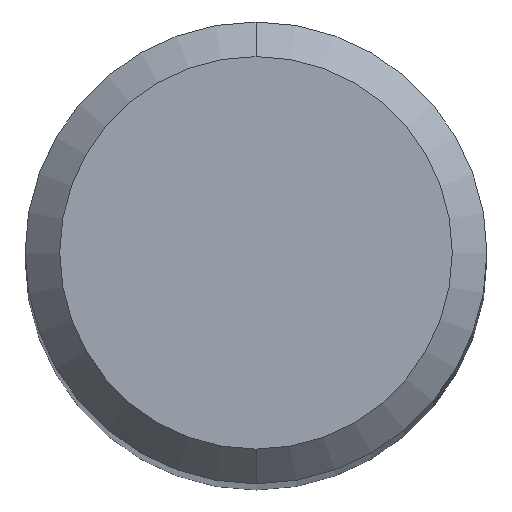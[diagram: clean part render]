
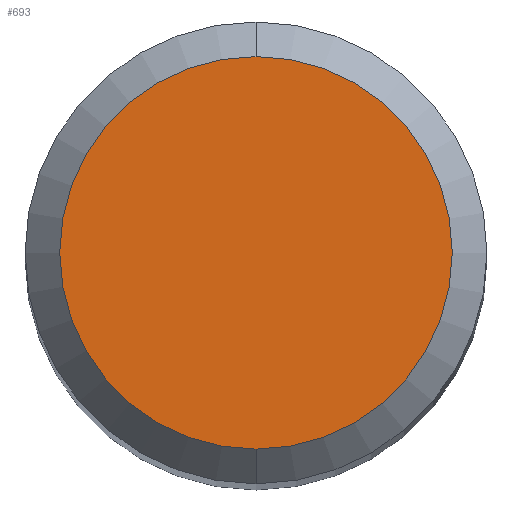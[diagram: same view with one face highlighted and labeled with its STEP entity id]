
A CAD part, top view. The second image highlights one B-rep face of the part: STEP entity #693.
In plain terms, the highlighted planar face has unit normal (0, 0, 1).
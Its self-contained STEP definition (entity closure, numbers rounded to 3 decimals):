
#561=EDGE_CURVE('',#589,#921,#1399,.T.);
#589=VERTEX_POINT('',#1430);
#693=ADVANCED_FACE('',(#1542),#1543,.T.);
#795=EDGE_CURVE('',#921,#589,#1655,.T.);
#921=VERTEX_POINT('',#1797);
#1399=CIRCLE('',#2681,1.7);
#1430=CARTESIAN_POINT('',(0.,-1.7,0.0));
#1542=FACE_OUTER_BOUND('',#3480,.T.);
#1543=PLANE('',#3481);
#1655=CIRCLE('',#3949,1.7);
#1797=CARTESIAN_POINT('',(0.0,1.7,0.0));
#2681=AXIS2_PLACEMENT_3D('',#6049,#6050,#6051);
#3480=EDGE_LOOP('',(#6182,#6183));
#3481=AXIS2_PLACEMENT_3D('',#6184,#6185,#6186);
#3949=AXIS2_PLACEMENT_3D('',#6309,#6310,#6311);
#6049=CARTESIAN_POINT('',(0.0,0.0,0.0));
#6050=DIRECTION('',(0.0,0.0,-1.0));
#6051=DIRECTION('',(0.0,1.0,0.0));
#6182=ORIENTED_EDGE('',*,*,#795,.F.);
#6183=ORIENTED_EDGE('',*,*,#561,.F.);
#6184=CARTESIAN_POINT('',(0.0,0.85,0.0));
#6185=DIRECTION('',(-0.0,0.0,1.0));
#6186=DIRECTION('',(0.0,-1.0,0.0));
#6309=CARTESIAN_POINT('',(0.0,0.0,0.0));
#6310=DIRECTION('',(0.0,0.0,-1.0));
#6311=DIRECTION('',(0.0,1.0,0.0));
